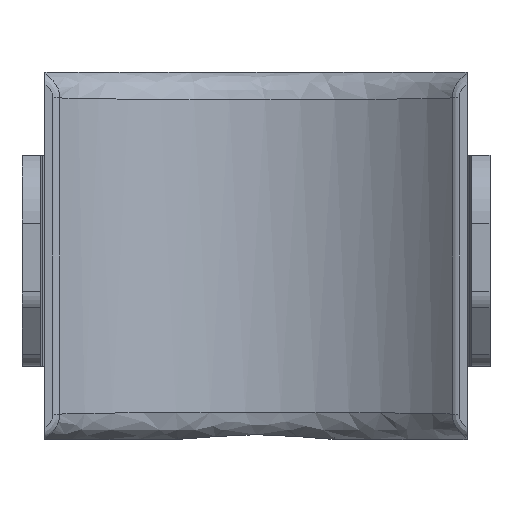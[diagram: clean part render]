
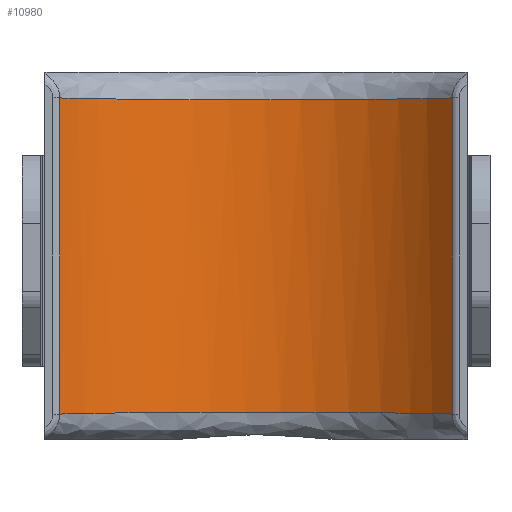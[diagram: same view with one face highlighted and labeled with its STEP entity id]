
A CAD part, front view. The second image highlights one B-rep face of the part: STEP entity #10980.
In plain terms, the highlighted cylindrical face has radius 28.5 mm (diameter 57 mm), a partial arc.
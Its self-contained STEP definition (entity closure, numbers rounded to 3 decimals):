
#7096=DIRECTION('',(0.,0.,-1.));
#7097=VECTOR('',#7096,34.45);
#7098=CARTESIAN_POINT('',(21.386,-9.661,17.225));
#7099=LINE('',#7098,#7097);
#7187=DIRECTION('',(0.,0.,1.));
#7188=VECTOR('',#7187,34.45);
#7189=CARTESIAN_POINT('',(-21.386,-9.661,
-17.225));
#7190=LINE('',#7189,#7188);
#7195=CARTESIAN_POINT('',(-21.386,-9.661,
-17.225));
#7196=CARTESIAN_POINT('',(-20.938,-9.153,
-17.211));
#7197=CARTESIAN_POINT('',(-20.112,-8.28,
-17.189));
#7198=CARTESIAN_POINT('',(-18.845,-7.1,
-17.161));
#7199=CARTESIAN_POINT('',(-17.21,-5.74,
-17.132));
#7200=CARTESIAN_POINT('',(-15.046,-4.226,
-17.103));
#7201=CARTESIAN_POINT('',(-12.289,-2.722,
-17.078));
#7202=CARTESIAN_POINT('',(-9.346,-1.513,
-17.061));
#7203=CARTESIAN_POINT('',(-6.291,-0.644,
-17.049));
#7204=CARTESIAN_POINT('',(-3.195,-0.12,
-17.043));
#7205=CARTESIAN_POINT('',(-0.024,0.059,
-17.041));
#7206=CARTESIAN_POINT('',(2.631,-0.087,
-17.043));
#7207=CARTESIAN_POINT('',(4.729,-0.38,
-17.046));
#7208=CARTESIAN_POINT('',(7.862,-0.998,
-17.054));
#7209=CARTESIAN_POINT('',(10.833,-2.029,
-17.067));
#7210=CARTESIAN_POINT('',(13.653,-3.466,
-17.09));
#7211=CARTESIAN_POINT('',(15.493,-4.538,
-17.109));
#7212=CARTESIAN_POINT('',(17.647,-6.048,
-17.138));
#7213=CARTESIAN_POINT('',(19.733,-7.881,
-17.179));
#7214=CARTESIAN_POINT('',(20.931,-9.145,
-17.211));
#7215=CARTESIAN_POINT('',(21.386,-9.661,
-17.225));
#7217=CARTESIAN_POINT('',(21.386,-9.661,17.225));
#7218=CARTESIAN_POINT('',(20.931,-9.145,17.211));
#7219=CARTESIAN_POINT('',(19.733,-7.881,17.179));
#7220=CARTESIAN_POINT('',(17.647,-6.048,17.138));
#7221=CARTESIAN_POINT('',(15.493,-4.538,17.109));
#7222=CARTESIAN_POINT('',(13.653,-3.466,17.09));
#7223=CARTESIAN_POINT('',(10.833,-2.029,17.067));
#7224=CARTESIAN_POINT('',(7.862,-0.998,
17.054));
#7225=CARTESIAN_POINT('',(4.729,-0.38,
17.046));
#7226=CARTESIAN_POINT('',(2.631,-0.087,
17.043));
#7227=CARTESIAN_POINT('',(-0.024,0.059,
17.041));
#7228=CARTESIAN_POINT('',(-3.195,-0.12,
17.043));
#7229=CARTESIAN_POINT('',(-6.291,-0.644,
17.049));
#7230=CARTESIAN_POINT('',(-9.346,-1.513,
17.061));
#7231=CARTESIAN_POINT('',(-12.289,-2.722,
17.078));
#7232=CARTESIAN_POINT('',(-15.046,-4.226,
17.103));
#7233=CARTESIAN_POINT('',(-17.21,-5.74,
17.132));
#7234=CARTESIAN_POINT('',(-18.845,-7.1,
17.161));
#7235=CARTESIAN_POINT('',(-20.112,-8.28,
17.189));
#7236=CARTESIAN_POINT('',(-20.938,-9.153,
17.211));
#7237=CARTESIAN_POINT('',(-21.386,-9.661,
17.225));
#9264=VERTEX_POINT('',#7195);
#9265=VERTEX_POINT('',#7215);
#9270=CARTESIAN_POINT('',(21.386,-9.661,17.225));
#9271=VERTEX_POINT('',#9270);
#9282=VERTEX_POINT('',#7237);
#10969=CARTESIAN_POINT('',(0.,-28.5,20.));
#10970=DIRECTION('',(0.,0.,-1.));
#10971=DIRECTION('',(-1.,0.,0.));
#10972=AXIS2_PLACEMENT_3D('',#10969,#10970,#10971);
#10973=CYLINDRICAL_SURFACE('',#10972,28.5);
#10974=ORIENTED_EDGE('',*,*,#10635,.F.);
#10975=ORIENTED_EDGE('',*,*,#10962,.T.);
#10976=ORIENTED_EDGE('',*,*,#10147,.F.);
#10977=ORIENTED_EDGE('',*,*,#10340,.T.);
#10978=EDGE_LOOP('',(#10974,#10975,#10976,#10977));
#10979=FACE_OUTER_BOUND('',#10978,.F.);
#10980=ADVANCED_FACE('',(#10979),#10973,.F.);
#7216=B_SPLINE_CURVE_WITH_KNOTS('',3,(#7195,#7196,#7197,#7198,#7199,#7200,#7201,
#7202,#7203,#7204,#7205,#7206,#7207,#7208,#7209,#7210,#7211,#7212,#7213,#7214,
#7215),.UNSPECIFIED.,.F.,.F.,(4,1,1,1,1,1,1,1,1,1,1,1,1,1,1,1,1,1,4),(0.,
0.042,0.075,0.108,0.173,
0.238,0.304,0.369,0.435,
0.5,0.565,0.598,0.631,
0.761,0.794,0.827,0.892,
0.958,1.),.UNSPECIFIED.);
#7238=B_SPLINE_CURVE_WITH_KNOTS('',3,(#7217,#7218,#7219,#7220,#7221,#7222,#7223,
#7224,#7225,#7226,#7227,#7228,#7229,#7230,#7231,#7232,#7233,#7234,#7235,#7236,
#7237),.UNSPECIFIED.,.F.,.F.,(4,1,1,1,1,1,1,1,1,1,1,1,1,1,1,1,1,1,4),(0.,
0.042,0.108,0.173,0.206,
0.239,0.369,0.402,0.435,
0.5,0.565,0.631,0.696,
0.762,0.827,0.892,0.925,
0.958,1.),.UNSPECIFIED.);
#10147=EDGE_CURVE('',#9271,#9282,#7238,.T.);
#10340=EDGE_CURVE('',#9271,#9265,#7099,.T.);
#10635=EDGE_CURVE('',#9264,#9265,#7216,.T.);
#10962=EDGE_CURVE('',#9264,#9282,#7190,.T.);
